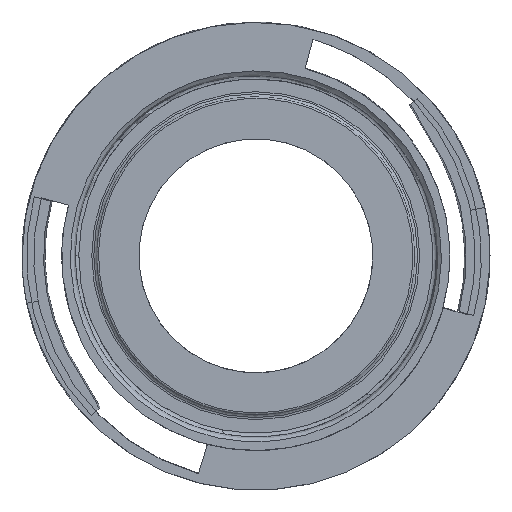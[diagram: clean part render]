
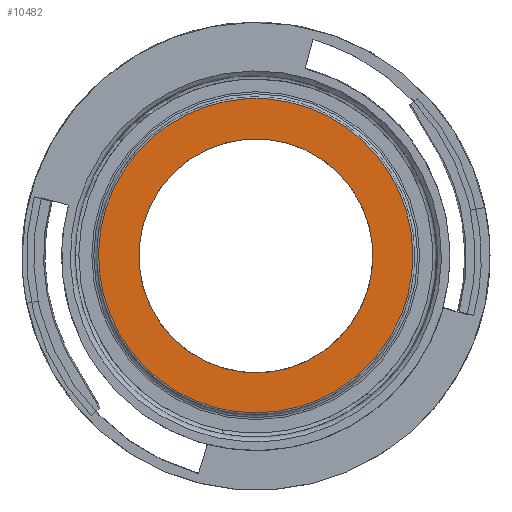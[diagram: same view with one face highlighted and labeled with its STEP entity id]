
A CAD part, front view. The second image highlights one B-rep face of the part: STEP entity #10482.
In plain terms, the highlighted planar face has unit normal (0.001, -1, -0.007).
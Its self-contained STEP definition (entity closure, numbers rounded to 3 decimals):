
#73=PLANE('',#10673);
#145=FACE_BOUND('',#1407,.T.);
#156=CIRCLE('',#10672,17.5);
#230=ELLIPSE('',#10674,23.505,23.505);
#773=FACE_OUTER_BOUND('',#1406,.T.);
#1406=EDGE_LOOP('',(#8973));
#1407=EDGE_LOOP('',(#8974));
#4508=VERTEX_POINT('',#26187);
#4509=VERTEX_POINT('',#26191);
#6029=EDGE_CURVE('',#4508,#4508,#156,.T.);
#6030=EDGE_CURVE('',#4509,#4509,#230,.T.);
#8973=ORIENTED_EDGE('',*,*,#6030,.F.);
#8974=ORIENTED_EDGE('',*,*,#6029,.T.);
#10482=ADVANCED_FACE('',(#773,#145),#73,.F.);
#10672=AXIS2_PLACEMENT_3D('',#26189,#11406,#11407);
#10673=AXIS2_PLACEMENT_3D('',#26190,#11408,#11409);
#10674=AXIS2_PLACEMENT_3D('',#26192,#11410,#11411);
#11406=DIRECTION('center_axis',(-0.001,1.,
0.007));
#11407=DIRECTION('ref_axis',(-0.5,0.005,-0.866));
#11408=DIRECTION('center_axis',(-0.001,1.,
0.007));
#11409=DIRECTION('ref_axis',(-0.966,0.001,-0.259));
#11410=DIRECTION('center_axis',(-0.001,1.,
0.007));
#11411=DIRECTION('ref_axis',(-0.276,-0.007,0.961));
#26187=CARTESIAN_POINT('',(16.897,16.445,1.594));
#26189=CARTESIAN_POINT('Origin',(-0.536,16.432,0.068));
#26190=CARTESIAN_POINT('Origin',(-0.536,16.432,0.083));
#26191=CARTESIAN_POINT('',(5.916,16.601,-22.495));
#26192=CARTESIAN_POINT('Origin',(-0.563,16.432,0.1));
